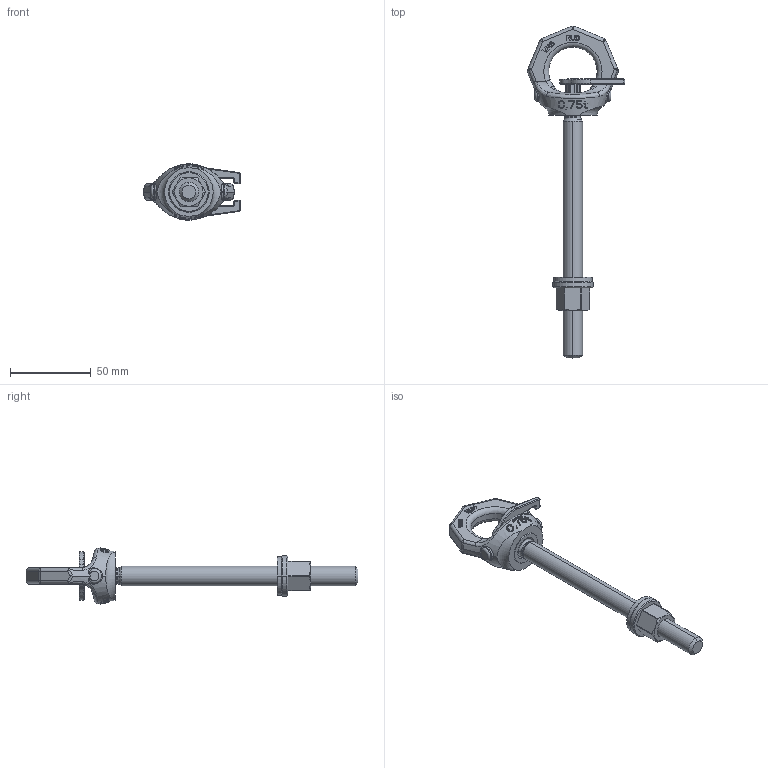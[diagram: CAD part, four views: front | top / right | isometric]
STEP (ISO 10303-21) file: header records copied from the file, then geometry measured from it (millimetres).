
FILE_DESCRIPTION((''),'2;1');
FILE_NAME('001-M33721-P-2_ASM','2016-02-03T',('Andreas.Wendler'),(''),'PRO/ENGINEER BY PARAMETRIC TECHNOLOGY CORPORATION, 2010140','PRO/ENGINEER BY PARAMETRIC TECHNOLOGY CORPORATION, 2010140','');
FILE_SCHEMA(('CONFIG_CONTROL_DESIGN'));
Length unit declared in the file: millimetre
Products named in the file (6): 001-M35306-P-1; 001-M33985-P-2; 001-M33191-P-2; 001-M31328-V04; 001-M31603-V12; 001-M33721-P-2_ASM
Assembly tree (5 placements, depth 2):
  001-M33721-P-2_ASM
    001-M35306-P-1
    001-M33985-P-2
    001-M33191-P-2
    001-M31328-V04
    001-M31603-V12
Bounding box: 60.16 x 205.28 x 34.79 mm (x, y, z)
Volume: 47312.1 mm3; surface area: 20166.1 mm2
Topology: 5 solids, 5 shells, 779 faces, 2079 edges, 1338 vertices
Faces by surface type: plane 562, cylinder 89, bspline 60, torus 36, cone 18, sphere 14
Entity records: 27504 total; most frequent: CARTESIAN_POINT 9113, ORIENTED_EDGE 4158, DIRECTION 3233, EDGE_CURVE 2079, VERTEX_POINT 1338, VECTOR 1233, LINE 1233, AXIS2_PLACEMENT_3D 1000
